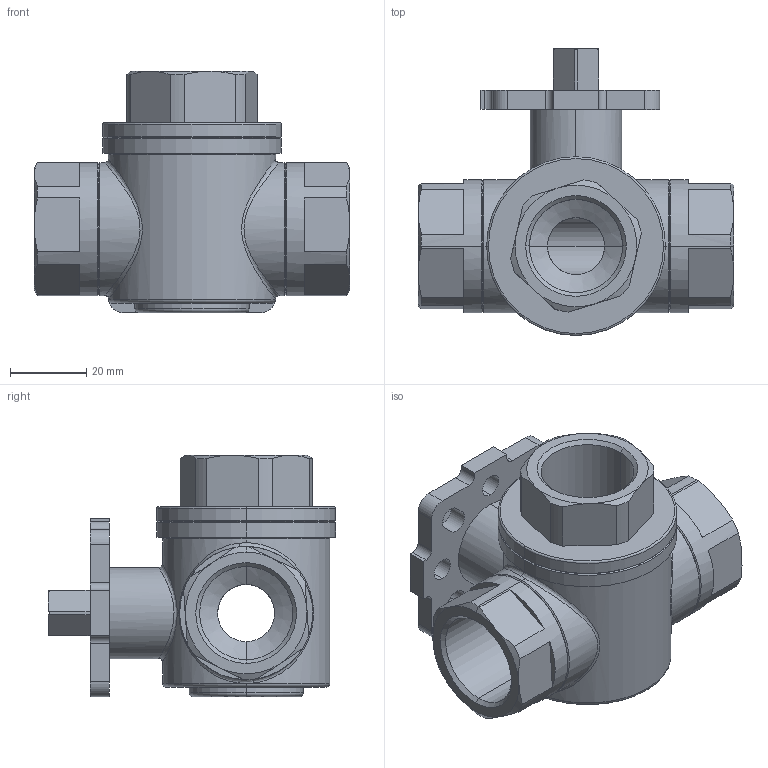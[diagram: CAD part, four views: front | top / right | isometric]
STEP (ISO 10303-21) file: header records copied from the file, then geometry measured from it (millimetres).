
FILE_DESCRIPTION (( 'STEP AP203' ), '1' );
FILE_NAME ('Type1612-DN20.STEP', '2011-02-08T08:51:06', ( 'Jes Rudebeck' ), ( 'JETEK Rådgivende Maskiningeniør ApS' ), 'SwSTEP 2.0', 'SolidWorks 2010', '' );
FILE_SCHEMA (( 'CONFIG_CONTROL_DESIGN' ));
Length unit declared in the file: millimetre
Products named in the file (1): Type1612-DN20
Bounding box: 83 x 75.5 x 63.5 mm (x, y, z)
Volume: 104218 mm3; surface area: 28467.5 mm2
Topology: 1 solids, 1 shells, 197 faces, 501 edges, 312 vertices
Faces by surface type: plane 73, cylinder 65, cone 45, torus 8, bspline 6
Entity records: 7856 total; most frequent: CARTESIAN_POINT 2984, DIRECTION 1023, ORIENTED_EDGE 1002, EDGE_CURVE 501, AXIS2_PLACEMENT_3D 393, VERTEX_POINT 312, VECTOR 237, LINE 237
